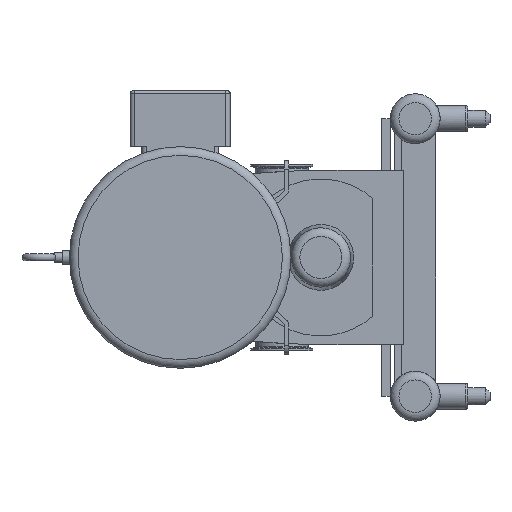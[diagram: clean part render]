
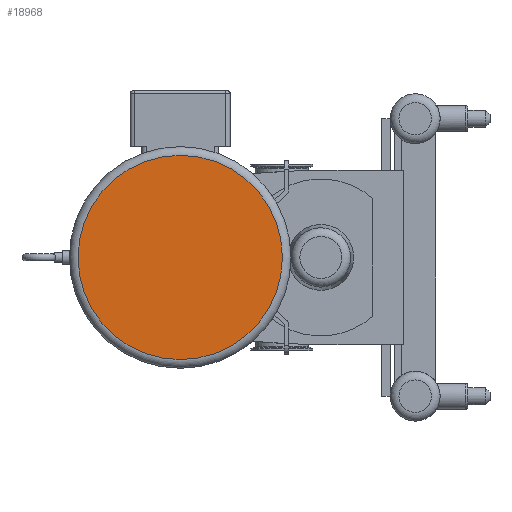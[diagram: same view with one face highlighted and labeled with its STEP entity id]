
A CAD part, left-side view. The second image highlights one B-rep face of the part: STEP entity #18968.
In plain terms, the highlighted planar face has unit normal (-1, 0, 0).
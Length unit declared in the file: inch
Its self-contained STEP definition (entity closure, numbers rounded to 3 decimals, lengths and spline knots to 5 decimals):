
#1299=PLANE('',#20910);
#5469=FACE_OUTER_BOUND('',#6626,.T.);
#6626=EDGE_LOOP('',(#17361,#17362));
#7579=CIRCLE('',#20911,5.89);
#7580=CIRCLE('',#20912,5.89);
#9367=VERTEX_POINT('',#36676);
#9368=VERTEX_POINT('',#36677);
#12084=EDGE_CURVE('',#9367,#9368,#7579,.T.);
#12085=EDGE_CURVE('',#9368,#9367,#7580,.T.);
#17361=ORIENTED_EDGE('',*,*,#12084,.F.);
#17362=ORIENTED_EDGE('',*,*,#12085,.F.);
#18968=ADVANCED_FACE('',(#5469),#1299,.T.);
#20910=AXIS2_PLACEMENT_3D('',#36675,#26139,#26140);
#20911=AXIS2_PLACEMENT_3D('',#36678,#26141,#26142);
#20912=AXIS2_PLACEMENT_3D('',#36679,#26143,#26144);
#26139=DIRECTION('center_axis',(-1.,0.,0.));
#26140=DIRECTION('ref_axis',(0.,1.,0.));
#26141=DIRECTION('center_axis',(1.,0.,0.));
#26142=DIRECTION('ref_axis',(0.,0.,
1.));
#26143=DIRECTION('center_axis',(1.,0.,0.));
#26144=DIRECTION('ref_axis',(0.,0.,
1.));
#36675=CARTESIAN_POINT('Origin',(-53.926,5.86,-6.39));
#36676=CARTESIAN_POINT('',(-53.926,5.86,-5.89));
#36677=CARTESIAN_POINT('',(-53.926,11.75,0.));
#36678=CARTESIAN_POINT('Origin',(-53.926,5.86,0.));
#36679=CARTESIAN_POINT('Origin',(-53.926,5.86,0.));
